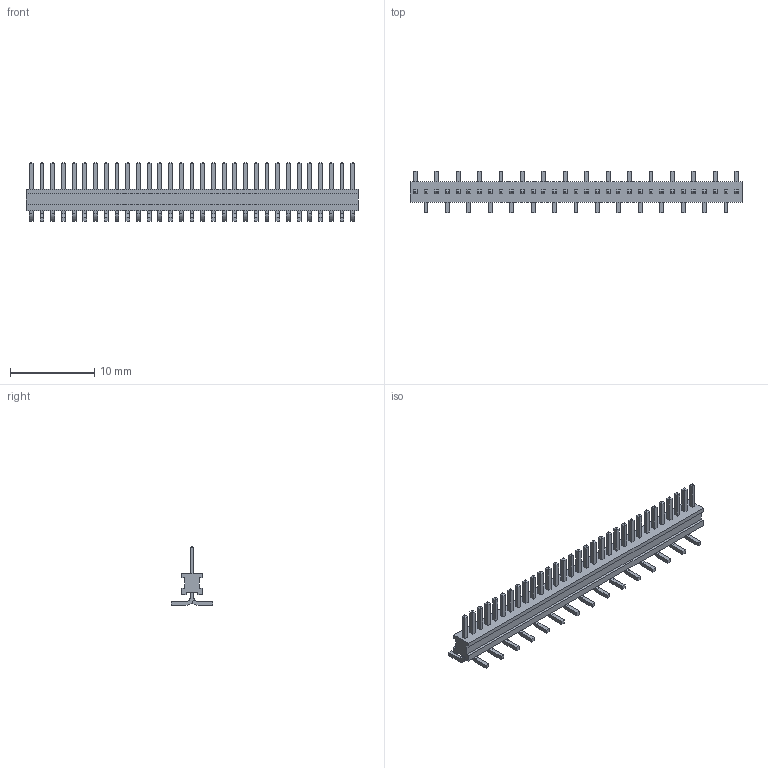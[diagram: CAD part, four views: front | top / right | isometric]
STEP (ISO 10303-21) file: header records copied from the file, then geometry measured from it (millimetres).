
FILE_DESCRIPTION(('FreeCAD Model'),'2;1');
FILE_NAME('Open CASCADE Shape Model','2025-01-14T20:25:44',(''),(''), 'Open CASCADE STEP processor 7.8','FreeCAD','Unknown');
FILE_SCHEMA(('AUTOMOTIVE_DESIGN { 1 0 10303 214 1 1 1 1 }'));
Length unit declared in the file: millimetre
Products named in the file (4): FTR-131-03-L-S; FTR-131-03-L-S_body; FTR-131-03-L-S_pins; FTR-131-03-L-S2PNS
Assembly tree (3 placements, depth 2):
  FTR-131-03-L-S
    FTR-131-03-L-S_body
    FTR-131-03-L-S_pins
    FTR-131-03-L-S2PNS
Bounding box: 39.37 x 4.98 x 6.99 mm (x, y, z)
Volume: 262.6 mm3; surface area: 1276.4 mm2
Topology: 3 solids, 3 shells, 708 faces, 1808 edges, 1164 vertices
Faces by surface type: plane 646, cylinder 62
Entity records: 21121 total; most frequent: CARTESIAN_POINT 3684, ORIENTED_EDGE 3616, DIRECTION 3356, EDGE_CURVE 1808, LINE 1684, VECTOR 1684, VERTEX_POINT 1164, AXIS2_PLACEMENT_3D 836
